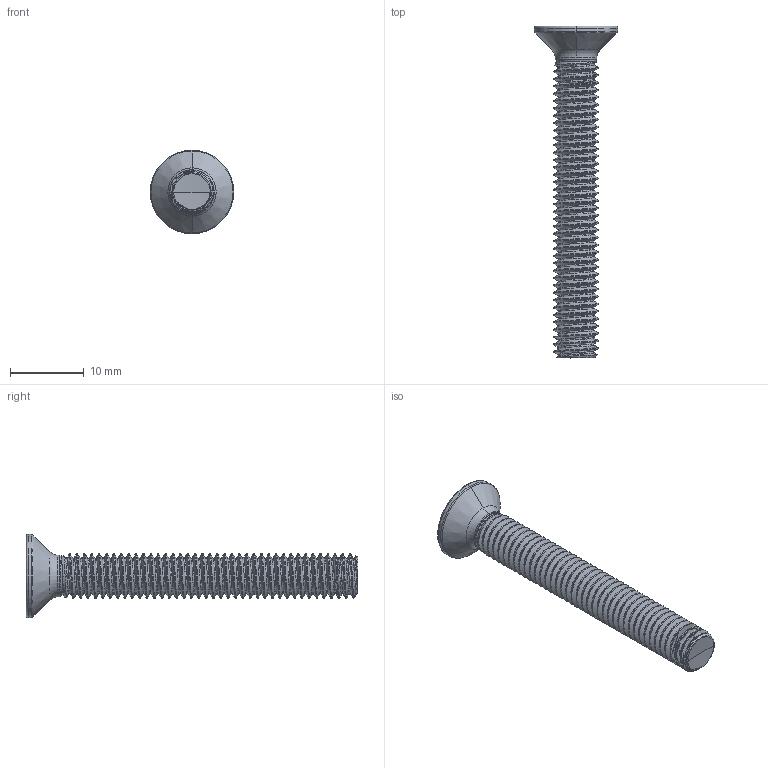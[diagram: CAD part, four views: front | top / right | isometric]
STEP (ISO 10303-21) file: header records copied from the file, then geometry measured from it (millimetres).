
FILE_DESCRIPTION (( 'STEP AP203' ), '1' );
FILE_NAME ('STM410600450.STEP', '2020-12-18T17:44:01', ( '' ), ( '' ), 'SwSTEP 2.0', 'SolidWorks 2015', '' );
FILE_SCHEMA (( 'CONFIG_CONTROL_DESIGN' ));
Length unit declared in the file: millimetre
Products named in the file (2): STM410600450
Bounding box: 11.3 x 45 x 11.3 mm (x, y, z)
Volume: 1143.7 mm3; surface area: 1444.1 mm2
Topology: 1 solids, 1 shells, 153 faces, 422 edges, 270 vertices
Faces by surface type: cylinder 105, bspline 18, cone 14, torus 9, plane 5, sphere 2
Entity records: 41679 total; most frequent: CARTESIAN_POINT 38305, ORIENTED_EDGE 840, DIRECTION 513, EDGE_CURVE 420, VERTEX_POINT 270, AXIS2_PLACEMENT_3D 197, EDGE_LOOP 154, ADVANCED_FACE 153
